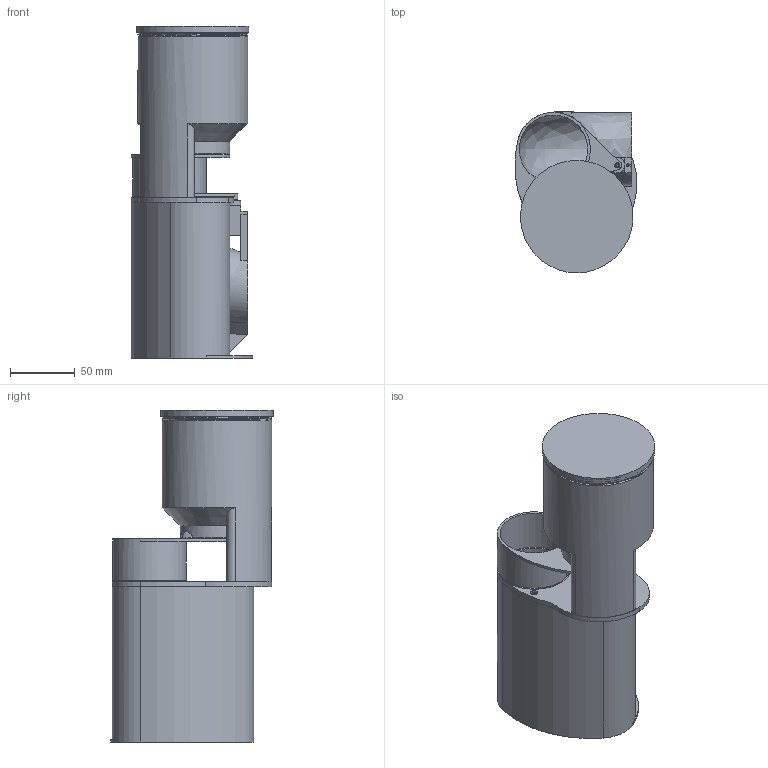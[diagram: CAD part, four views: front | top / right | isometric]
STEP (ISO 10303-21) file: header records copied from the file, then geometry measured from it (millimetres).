
FILE_DESCRIPTION(/* description */ (''),/* implementation_level */ '2;1');
FILE_NAME(/* name */ 'moving base.step',/* time_stamp */ '2019-07-28T21:23:49+02:00',/* author */ (''),/* organization */ (''),/* preprocessor_version */ 'ST-DEVELOPER v18',/* originating_system */ 'Autodesk Translation Framework v8.2.0.1029',/* authorisation */ '');
FILE_SCHEMA (('AUTOMOTIVE_DESIGN { 1 0 10303 214 3 1 1 }'));
Length unit declared in the file: millimetre
Products named in the file (7): moving base; Container; Servo-sg90; Servo-sg90-final; Lid; Gate; Base
Assembly tree (6 placements, depth 3):
  moving base
    Container
    Servo-sg90
      Servo-sg90-final
    Lid
    Gate
    Base
Bounding box: 94.3 x 125.58 x 256.75 mm (x, y, z)
Volume: 259043.4 mm3; surface area: 208222.5 mm2
Topology: 6 solids, 6 shells, 524 faces, 1436 edges, 931 vertices
Faces by surface type: cylinder 355, plane 103, bspline 62, cone 3, torus 1
Full cylindrical faces by diameter (mm): 1.623 x58, 1.7 x1, 2.074 x56, 2.1 x1, 2.529 x20, 3.086 x19, 3.25 x2, 3.332 x46, 4 x1, 4.109 x44, 4.2 x2, 4.6 x1, 5 x1, 5.5 x2, 7 x1, 53 x3, 57 x3, 80.5 x1, 82.524 x1, 83.022 x1, 84.822 x3, 85.263 x2, 87 x1
Entity records: 36024 total; most frequent: CARTESIAN_POINT 23727, ORIENTED_EDGE 2872, DIRECTION 1955, EDGE_CURVE 1436, VERTEX_POINT 932, AXIS2_PLACEMENT_3D 739, B_SPLINE_CURVE_WITH_KNOTS 696, EDGE_LOOP 558
